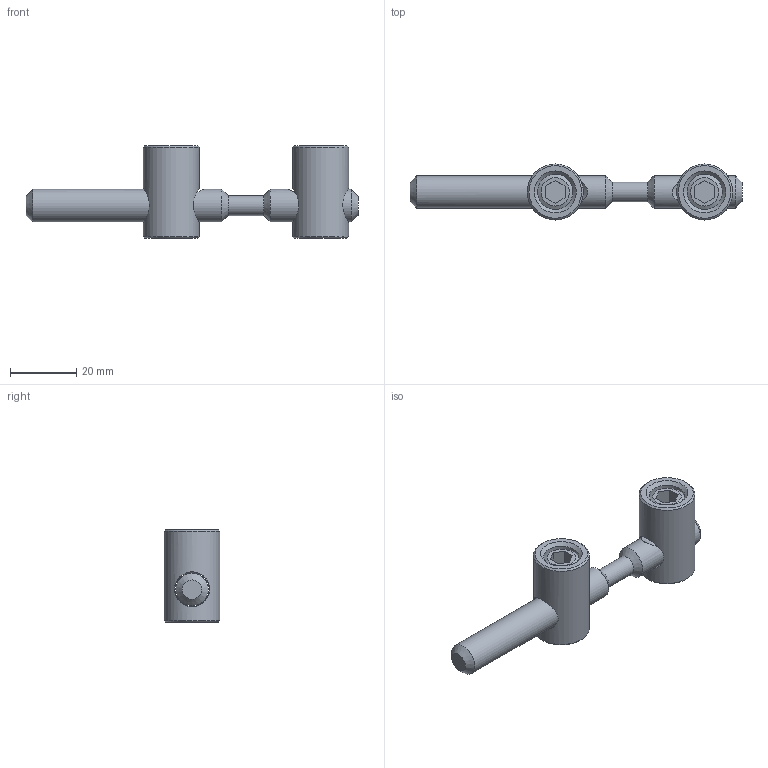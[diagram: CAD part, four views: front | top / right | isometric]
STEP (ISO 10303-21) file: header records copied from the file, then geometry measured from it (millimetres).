
FILE_DESCRIPTION(/* description */ (''),/* implementation_level */ '2;1');
FILE_NAME(/* name */ '412535634_Schnellspannverbinder_Nut10.stp',/* time_stamp */ '2023-01-23T13:39:52+01:00',/* author */ ('Praktikant'),/* organization */ (''),/* preprocessor_version */ 'ST-DEVELOPER v17.2',/* originating_system */ 'Autodesk Inventor 2019',/* authorisation */ '');
FILE_SCHEMA (('AUTOMOTIVE_DESIGN { 1 0 10303 214 3 1 1 }'));
Length unit declared in the file: millimetre
Products named in the file (1): 412535634_Schnellspannverbinder_Nut10_Shrinkwrap_1
Bounding box: 100 x 16.85 x 28 mm (x, y, z)
Volume: 14674.9 mm3; surface area: 9562.2 mm2
Topology: 5 solids, 5 shells, 57 faces, 151 edges, 106 vertices
Faces by surface type: plane 26, cone 18, cylinder 13
Full cylindrical faces by diameter (mm): 6 x1, 9.8 x2, 10.5 x4, 10.65 x2, 12 x2, 16.85 x2
Entity records: 2382 total; most frequent: CARTESIAN_POINT 777, DIRECTION 321, ORIENTED_EDGE 302, EDGE_CURVE 151, AXIS2_PLACEMENT_3D 126, VERTEX_POINT 106, EDGE_LOOP 71, LINE 69
